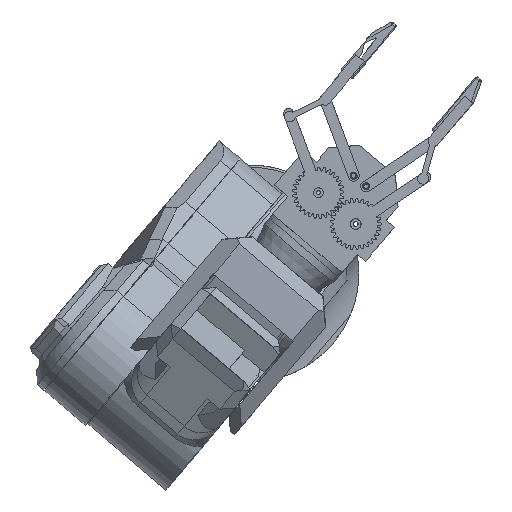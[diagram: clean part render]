
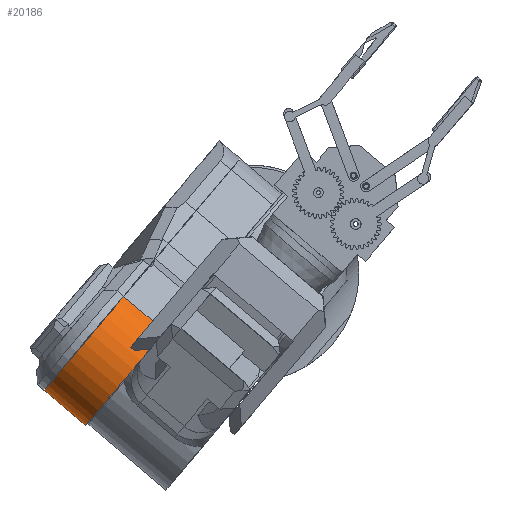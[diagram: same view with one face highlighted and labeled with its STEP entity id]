
A CAD part, top view. The second image highlights one B-rep face of the part: STEP entity #20186.
In plain terms, the highlighted cylindrical face has radius 31.75 mm (diameter 63.5 mm), a partial arc.
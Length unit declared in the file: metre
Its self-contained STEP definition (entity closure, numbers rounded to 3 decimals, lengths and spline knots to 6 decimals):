
#2120=CIRCLE('',#22364,0.03175);
#2122=CIRCLE('',#22368,0.03175);
#7553=ORIENTED_EDGE('',*,*,#10733,.F.);
#7554=ORIENTED_EDGE('',*,*,#10674,.T.);
#7555=ORIENTED_EDGE('',*,*,#10713,.T.);
#7556=ORIENTED_EDGE('',*,*,#10657,.T.);
#10657=EDGE_CURVE('',#12698,#12697,#2120,.T.);
#10674=EDGE_CURVE('',#12711,#12710,#2122,.T.);
#10713=EDGE_CURVE('',#12710,#12698,#14303,.T.);
#10733=EDGE_CURVE('',#12711,#12697,#14321,.T.);
#12697=VERTEX_POINT('',#43406);
#12698=VERTEX_POINT('',#43408);
#12710=VERTEX_POINT('',#43441);
#12711=VERTEX_POINT('',#43443);
#14303=LINE('',#43549,#15887);
#14321=LINE('',#43587,#15905);
#15887=VECTOR('',#27651,1.);
#15905=VECTOR('',#27683,1.);
#17220=EDGE_LOOP('',(#7553,#7554,#7555,#7556));
#18582=FACE_BOUND('',#17220,.T.);
#19123=CYLINDRICAL_SURFACE('',#22382,0.03175);
#20186=ADVANCED_FACE('',(#18582),#19123,.T.);
#22364=AXIS2_PLACEMENT_3D('',#43407,#27585,#27586);
#22368=AXIS2_PLACEMENT_3D('',#43442,#27607,#27608);
#22382=AXIS2_PLACEMENT_3D('',#43596,#27686,#27687);
#27585=DIRECTION('',(-1.,0.,0.));
#27586=DIRECTION('',(0.,0.,1.));
#27607=DIRECTION('',(1.,0.,0.));
#27608=DIRECTION('',(0.,0.,-1.));
#27651=DIRECTION('',(1.,0.,0.));
#27683=DIRECTION('',(1.,0.,0.));
#27686=DIRECTION('',(1.,0.,0.));
#27687=DIRECTION('',(0.,0.,-1.));
#43406=CARTESIAN_POINT('',(-0.0127,0.03175,0.21082));
#43407=CARTESIAN_POINT('',(-0.0127,0.,0.21082));
#43408=CARTESIAN_POINT('',(-0.0127,-0.03175,0.21082));
#43441=CARTESIAN_POINT('',(-0.0381,-0.03175,0.21082));
#43442=CARTESIAN_POINT('',(-0.0381,0.,0.21082));
#43443=CARTESIAN_POINT('',(-0.0381,0.03175,0.21082));
#43549=CARTESIAN_POINT('',(-0.0508,-0.03175,0.21082));
#43587=CARTESIAN_POINT('',(-0.0508,0.03175,0.21082));
#43596=CARTESIAN_POINT('',(-0.0508,0.,0.21082));
